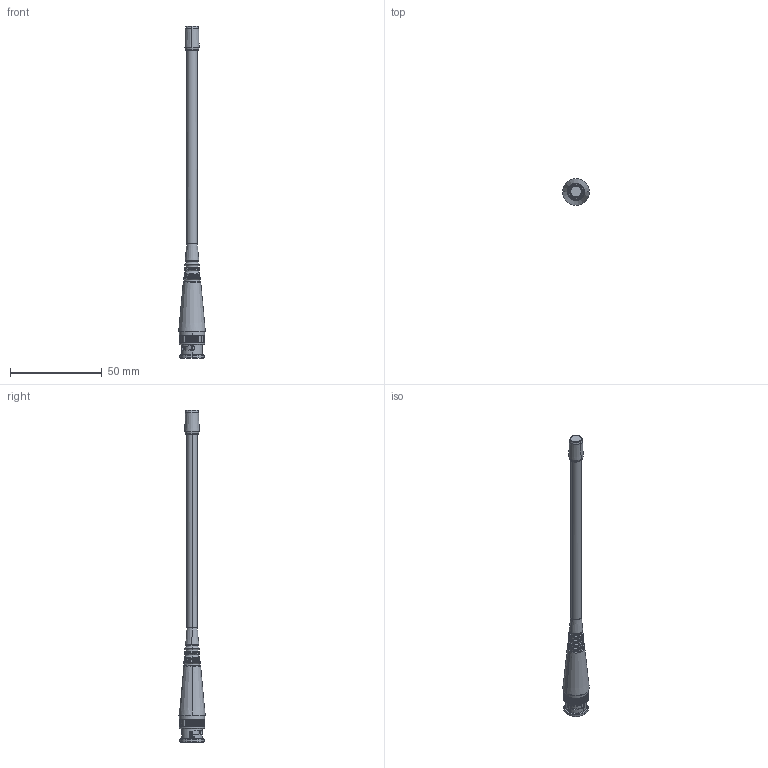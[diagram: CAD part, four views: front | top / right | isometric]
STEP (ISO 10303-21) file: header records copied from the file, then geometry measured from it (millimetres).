
FILE_DESCRIPTION (( 'STEP AP214' ), '1' );
FILE_NAME ('TI.43.AL11_Web.STEP', '2025-05-12T07:21:21', ( '' ), ( '' ), 'SwSTEP 2.0', 'SolidWorks 2024', '' );
FILE_SCHEMA (( 'AUTOMOTIVE_DESIGN' ));
Length unit declared in the file: millimetre
Products named in the file (1): TI.43.AL11_Web
Bounding box: 14.5 x 14.5 x 181.1 mm (x, y, z)
Surface area: 6221.9 mm2 (no closed solid volume)
Topology: 0 solids, 12 shells, 396 faces, 1492 edges, 1033 vertices
Faces by surface type: cylinder 128, torus 119, plane 100, cone 43, bspline 6
Entity records: 25838 total; most frequent: CARTESIAN_POINT 9250, DIRECTION 2653, ORIENTED_EDGE 2292, EDGE_CURVE 1492, AXIS2_PLACEMENT_3D 1172, VERTEX_POINT 1033, CIRCLE 781, EDGE_LOOP 487
